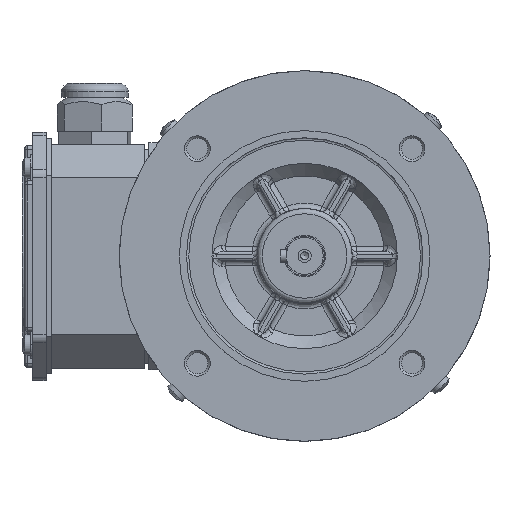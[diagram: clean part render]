
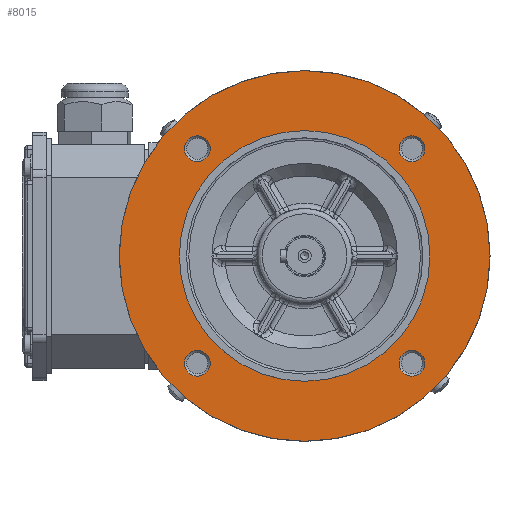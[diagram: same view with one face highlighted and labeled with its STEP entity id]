
A CAD part, top view. The second image highlights one B-rep face of the part: STEP entity #8015.
In plain terms, the highlighted planar face has unit normal (0, 0, 1).
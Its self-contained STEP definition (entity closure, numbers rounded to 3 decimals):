
#8015=ADVANCED_FACE('',(#17692,#17693,#17694,#17695,#17696,#17697),#9589,
 .F.);
#9589=PLANE('',#51447);
#17692=FACE_BOUND('',#20353,.T.);
#17693=FACE_BOUND('',#20354,.T.);
#17694=FACE_BOUND('',#20355,.T.);
#17695=FACE_BOUND('',#20356,.T.);
#17696=FACE_BOUND('',#20357,.T.);
#17697=FACE_BOUND('',#20358,.T.);
#20353=EDGE_LOOP('',(#31564));
#20354=EDGE_LOOP('',(#31565));
#20355=EDGE_LOOP('',(#31566));
#20356=EDGE_LOOP('',(#31567));
#20357=EDGE_LOOP('',(#31568));
#20358=EDGE_LOOP('',(#31569));
#31564=ORIENTED_EDGE('',*,*,#44859,.F.);
#31565=ORIENTED_EDGE('',*,*,#44865,.F.);
#31566=ORIENTED_EDGE('',*,*,#44866,.T.);
#31567=ORIENTED_EDGE('',*,*,#44498,.T.);
#31568=ORIENTED_EDGE('',*,*,#44862,.F.);
#31569=ORIENTED_EDGE('',*,*,#44856,.F.);
#38288=VERTEX_POINT('',#86973);
#38492=VERTEX_POINT('',#90199);
#38495=VERTEX_POINT('',#90208);
#38498=VERTEX_POINT('',#90217);
#38501=VERTEX_POINT('',#90226);
#38502=VERTEX_POINT('',#90229);
#44498=EDGE_CURVE('',#38288,#38288,#47843,.T.);
#44856=EDGE_CURVE('',#38492,#38492,#47972,.T.);
#44859=EDGE_CURVE('',#38495,#38495,#47975,.T.);
#44862=EDGE_CURVE('',#38498,#38498,#47978,.T.);
#44865=EDGE_CURVE('',#38501,#38501,#47981,.T.);
#44866=EDGE_CURVE('',#38502,#38502,#47982,.T.);
#47843=CIRCLE('',#51102,47.5);
#47972=CIRCLE('',#51315,4.88);
#47975=CIRCLE('',#51321,4.88);
#47978=CIRCLE('',#51327,4.88);
#47981=CIRCLE('',#51333,4.88);
#47982=CIRCLE('',#51335,70.24);
#51102=AXIS2_PLACEMENT_3D('',#86972,#60149,#60150);
#51315=AXIS2_PLACEMENT_3D('',#90198,#60660,#60661);
#51321=AXIS2_PLACEMENT_3D('',#90207,#60672,#60673);
#51327=AXIS2_PLACEMENT_3D('',#90216,#60684,#60685);
#51333=AXIS2_PLACEMENT_3D('',#90225,#60696,#60697);
#51335=AXIS2_PLACEMENT_3D('',#90228,#60700,#60701);
#51447=AXIS2_PLACEMENT_3D('',#91578,#60974,#60975);
#60149=DIRECTION('',(0.,0.,-1.));
#60150=DIRECTION('',(1.,0.,0.));
#60660=DIRECTION('',(0.,0.,1.));
#60661=DIRECTION('',(1.,0.,0.));
#60672=DIRECTION('',(0.,0.,1.));
#60673=DIRECTION('',(1.,0.,0.));
#60684=DIRECTION('',(0.,0.,1.));
#60685=DIRECTION('',(1.,0.,0.));
#60696=DIRECTION('',(0.,0.,1.));
#60697=DIRECTION('',(1.,0.,0.));
#60700=DIRECTION('',(0.,0.,1.));
#60701=DIRECTION('',(1.,0.,0.));
#60974=DIRECTION('',(0.,0.,-1.));
#60975=DIRECTION('',(1.,0.,0.));
#86972=CARTESIAN_POINT('',(0.,0.,32.));
#86973=CARTESIAN_POINT('',(47.5,0.,32.));
#90198=CARTESIAN_POINT('',(40.659,-40.659,32.));
#90199=CARTESIAN_POINT('',(45.539,-40.659,32.));
#90207=CARTESIAN_POINT('',(40.659,40.659,32.));
#90208=CARTESIAN_POINT('',(45.539,40.659,32.));
#90216=CARTESIAN_POINT('',(-40.659,40.659,32.));
#90217=CARTESIAN_POINT('',(-35.779,40.659,32.));
#90225=CARTESIAN_POINT('',(-40.659,-40.659,32.));
#90226=CARTESIAN_POINT('',(-35.779,-40.659,32.));
#90228=CARTESIAN_POINT('',(0.,0.,32.));
#90229=CARTESIAN_POINT('',(70.24,0.,32.));
#91578=CARTESIAN_POINT('',(0.,0.,32.));
